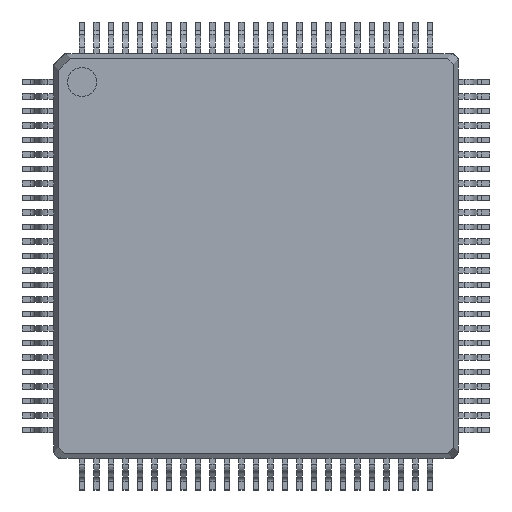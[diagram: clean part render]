
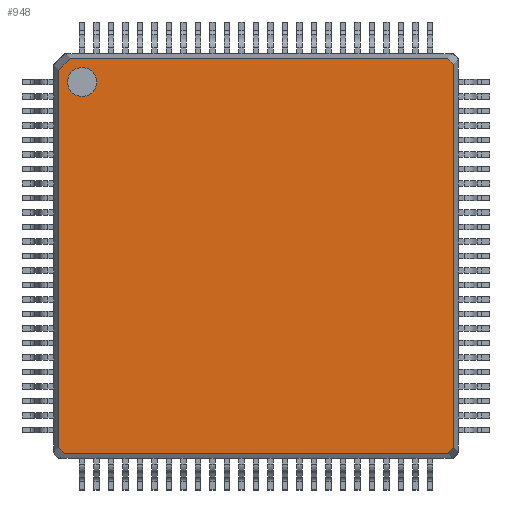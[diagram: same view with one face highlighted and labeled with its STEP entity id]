
A CAD part, top view. The second image highlights one B-rep face of the part: STEP entity #948.
In plain terms, the highlighted planar face has unit normal (0, 0, 1).
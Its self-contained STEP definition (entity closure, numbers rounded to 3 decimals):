
#320 = EDGE_CURVE('',#321,#323,#325,.T.);
#321 = VERTEX_POINT('',#322);
#322 = CARTESIAN_POINT('',(6.606,-6.812,1.664
    ));
#323 = VERTEX_POINT('',#324);
#324 = CARTESIAN_POINT('',(-6.606,-6.812,
    1.664));
#325 = LINE('',#326,#327);
#326 = CARTESIAN_POINT('',(-3.5,-6.812,
    1.664));
#327 = VECTOR('',#328,1.);
#328 = DIRECTION('',(-1.,0.,0.));
#948 = ADVANCED_FACE('',(#949,#1006),#1026,.T.);
#949 = FACE_BOUND('',#950,.T.);
#950 = EDGE_LOOP('',(#951,#959,#960,#968,#976,#984,#992,#1000));
#951 = ORIENTED_EDGE('',*,*,#952,.F.);
#952 = EDGE_CURVE('',#323,#953,#955,.T.);
#953 = VERTEX_POINT('',#954);
#954 = CARTESIAN_POINT('',(-6.812,-6.606,1.664
    ));
#955 = LINE('',#956,#957);
#956 = CARTESIAN_POINT('',(-6.709,-6.709,
    1.664));
#957 = VECTOR('',#958,1.);
#958 = DIRECTION('',(-0.707,0.707,0.
    ));
#959 = ORIENTED_EDGE('',*,*,#320,.F.);
#960 = ORIENTED_EDGE('',*,*,#961,.T.);
#961 = EDGE_CURVE('',#321,#962,#964,.T.);
#962 = VERTEX_POINT('',#963);
#963 = CARTESIAN_POINT('',(6.812,-6.606,1.664
    ));
#964 = LINE('',#965,#966);
#965 = CARTESIAN_POINT('',(6.606,-6.812,1.664
    ));
#966 = VECTOR('',#967,1.);
#967 = DIRECTION('',(0.707,0.707,0.)
  );
#968 = ORIENTED_EDGE('',*,*,#969,.F.);
#969 = EDGE_CURVE('',#970,#962,#972,.T.);
#970 = VERTEX_POINT('',#971);
#971 = CARTESIAN_POINT('',(6.812,6.606,1.664)
  );
#972 = LINE('',#973,#974);
#973 = CARTESIAN_POINT('',(6.812,-3.5,1.664)
  );
#974 = VECTOR('',#975,1.);
#975 = DIRECTION('',(0.,-1.,0.));
#976 = ORIENTED_EDGE('',*,*,#977,.F.);
#977 = EDGE_CURVE('',#978,#970,#980,.T.);
#978 = VERTEX_POINT('',#979);
#979 = CARTESIAN_POINT('',(6.606,6.812,1.664)
  );
#980 = LINE('',#981,#982);
#981 = CARTESIAN_POINT('',(6.709,6.709,1.664)
  );
#982 = VECTOR('',#983,1.);
#983 = DIRECTION('',(0.707,-0.707,0.)
  );
#984 = ORIENTED_EDGE('',*,*,#985,.F.);
#985 = EDGE_CURVE('',#986,#978,#988,.T.);
#986 = VERTEX_POINT('',#987);
#987 = CARTESIAN_POINT('',(-6.399,6.812,1.664
    ));
#988 = LINE('',#989,#990);
#989 = CARTESIAN_POINT('',(3.5,6.812,1.664)
  );
#990 = VECTOR('',#991,1.);
#991 = DIRECTION('',(1.,0.,0.));
#992 = ORIENTED_EDGE('',*,*,#993,.F.);
#993 = EDGE_CURVE('',#994,#986,#996,.T.);
#994 = VERTEX_POINT('',#995);
#995 = CARTESIAN_POINT('',(-6.812,6.399,1.664)
  );
#996 = LINE('',#997,#998);
#997 = CARTESIAN_POINT('',(-6.606,6.606,1.664
    ));
#998 = VECTOR('',#999,1.);
#999 = DIRECTION('',(0.707,0.707,0.)
  );
#1000 = ORIENTED_EDGE('',*,*,#1001,.F.);
#1001 = EDGE_CURVE('',#953,#994,#1002,.T.);
#1002 = LINE('',#1003,#1004);
#1003 = CARTESIAN_POINT('',(-6.812,3.5,1.664)
  );
#1004 = VECTOR('',#1005,1.);
#1005 = DIRECTION('',(0.,1.,0.));
#1006 = FACE_BOUND('',#1007,.T.);
#1007 = EDGE_LOOP('',(#1008,#1019));
#1008 = ORIENTED_EDGE('',*,*,#1009,.T.);
#1009 = EDGE_CURVE('',#1010,#1012,#1014,.T.);
#1010 = VERTEX_POINT('',#1011);
#1011 = CARTESIAN_POINT('',(-6.,6.5,1.664
    ));
#1012 = VERTEX_POINT('',#1013);
#1013 = CARTESIAN_POINT('',(-6.,5.5,1.664
    ));
#1014 = CIRCLE('',#1015,0.5);
#1015 = AXIS2_PLACEMENT_3D('',#1016,#1017,#1018);
#1016 = CARTESIAN_POINT('',(-6.,6.,1.664
    ));
#1017 = DIRECTION('',(0.,0.,-1.));
#1018 = DIRECTION('',(0.,-1.,0.));
#1019 = ORIENTED_EDGE('',*,*,#1020,.T.);
#1020 = EDGE_CURVE('',#1012,#1010,#1021,.T.);
#1021 = CIRCLE('',#1022,0.5);
#1022 = AXIS2_PLACEMENT_3D('',#1023,#1024,#1025);
#1023 = CARTESIAN_POINT('',(-6.,6.,1.664
    ));
#1024 = DIRECTION('',(0.,0.,-1.));
#1025 = DIRECTION('',(0.,-1.,0.));
#1026 = PLANE('',#1027);
#1027 = AXIS2_PLACEMENT_3D('',#1028,#1029,#1030);
#1028 = CARTESIAN_POINT('',(0.,0.,
    1.664));
#1029 = DIRECTION('',(0.,0.,1.));
#1030 = DIRECTION('',(0.,-1.,0.));
